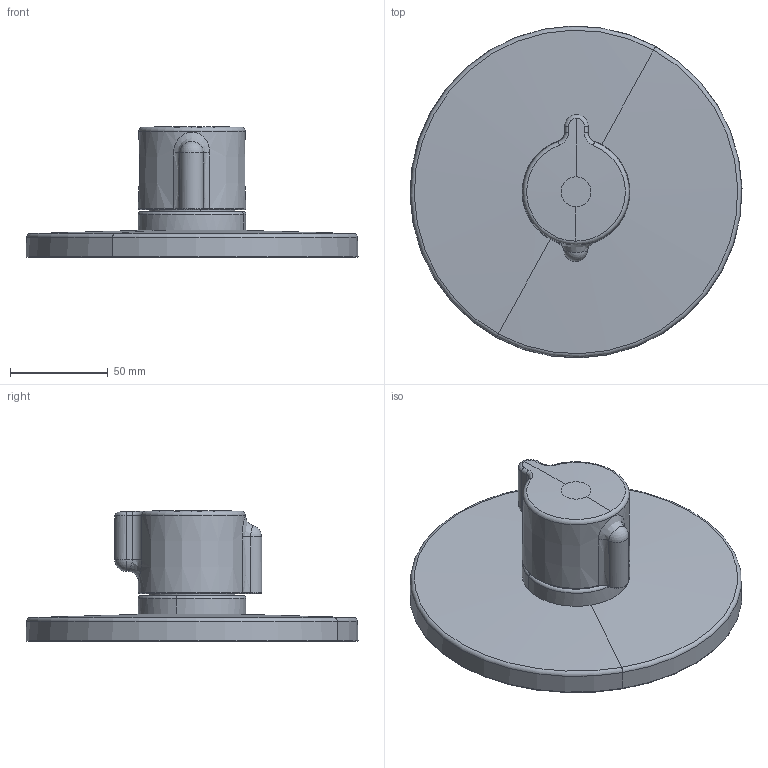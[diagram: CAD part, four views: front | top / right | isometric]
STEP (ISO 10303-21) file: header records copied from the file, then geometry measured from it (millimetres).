
FILE_DESCRIPTION (( 'STEP AP203' ), '1' );
FILE_NAME ('88609085.STEP', '2019-06-05T05:21:09', ( '' ), ( '' ), 'SwSTEP 2.0', 'SolidWorks 2016', '' );
FILE_SCHEMA (( 'CONFIG_CONTROL_DESIGN' ));
Length unit declared in the file: millimetre
Products named in the file (1): 88609085
Bounding box: 169.95 x 169.95 x 66.97 mm (x, y, z)
Volume: 425659.5 mm3; surface area: 62840.2 mm2
Topology: 1 solids, 1 shells, 47 faces, 106 edges, 63 vertices
Faces by surface type: torus 12, bspline 10, cylinder 9, sphere 6, plane 6, cone 4
Entity records: 2186 total; most frequent: CARTESIAN_POINT 1123, ORIENTED_EDGE 212, DIRECTION 205, EDGE_CURVE 106, AXIS2_PLACEMENT_3D 97, VERTEX_POINT 63, CIRCLE 59, EDGE_LOOP 49
